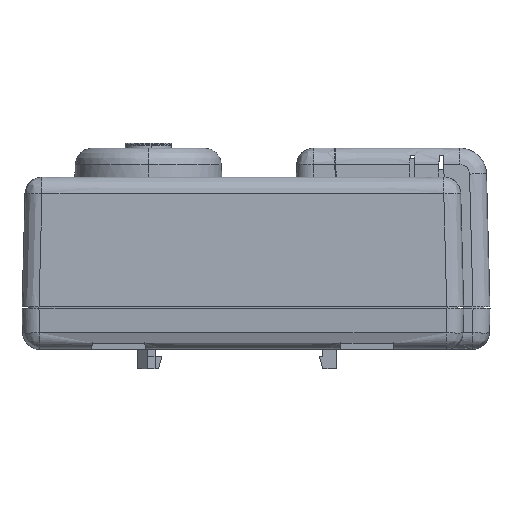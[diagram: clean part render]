
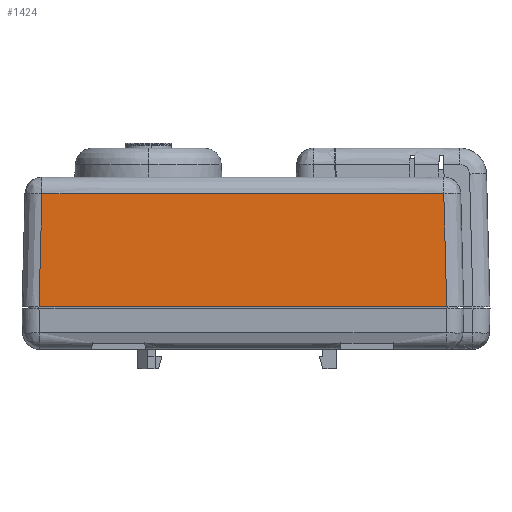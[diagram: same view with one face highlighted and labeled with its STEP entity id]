
A CAD part, left-side view. The second image highlights one B-rep face of the part: STEP entity #1424.
In plain terms, the highlighted planar face has unit normal (-1, 0, 0.026).
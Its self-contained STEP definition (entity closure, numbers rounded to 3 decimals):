
#611=(
BOUNDED_CURVE()
B_SPLINE_CURVE(3,(#22784,#22785,#22786,#22787),.UNSPECIFIED.,.F.,.F.)
B_SPLINE_CURVE_WITH_KNOTS((4,4),(3.41,86.255),.UNSPECIFIED.)
CURVE()
GEOMETRIC_REPRESENTATION_ITEM()
RATIONAL_B_SPLINE_CURVE((1.,1.,1.,1.))
REPRESENTATION_ITEM($)
);
#612=(
BOUNDED_CURVE()
B_SPLINE_CURVE(3,(#22788,#22789,#22790,#22791),.UNSPECIFIED.,.F.,.F.)
B_SPLINE_CURVE_WITH_KNOTS((4,4),(3.319,26.63),.UNSPECIFIED.)
CURVE()
GEOMETRIC_REPRESENTATION_ITEM()
RATIONAL_B_SPLINE_CURVE((1.,1.,1.,1.))
REPRESENTATION_ITEM($)
);
#613=(
BOUNDED_CURVE()
B_SPLINE_CURVE(3,(#22792,#22793,#22794,#22795),.UNSPECIFIED.,.F.,.F.)
B_SPLINE_CURVE_WITH_KNOTS((4,4),(3.319,26.63),.UNSPECIFIED.)
CURVE()
GEOMETRIC_REPRESENTATION_ITEM()
RATIONAL_B_SPLINE_CURVE((1.,1.,1.,1.))
REPRESENTATION_ITEM($)
);
#1424=ADVANCED_FACE($,(#2330),#13447,.T.);
#2330=FACE_OUTER_BOUND($,#3251,.T.);
#3251=EDGE_LOOP($,(#5730,#5731,#5732,#5733));
#5730=ORIENTED_EDGE($,*,*,#9714,.F.);
#5731=ORIENTED_EDGE($,*,*,#9713,.F.);
#5732=ORIENTED_EDGE($,*,*,#9715,.T.);
#5733=ORIENTED_EDGE($,*,*,#9840,.F.);
#9713=EDGE_CURVE($,#12012,#12013,#611,.T.);
#9714=EDGE_CURVE($,#12013,#12089,#612,.T.);
#9715=EDGE_CURVE($,#12012,#12094,#613,.T.);
#9840=EDGE_CURVE($,#12089,#12094,#14385,.T.);
#12012=VERTEX_POINT($,#30047);
#12013=VERTEX_POINT($,#30048);
#12089=VERTEX_POINT($,#30124);
#12094=VERTEX_POINT($,#30129);
#13447=PLANE($,#15997);
#14385=B_SPLINE_CURVE_WITH_KNOTS($,3,(#23312,#23313,#23314,#23315),.UNSPECIFIED.,
.F.,.F.,(4,4),(-84.118,-0.052),.UNSPECIFIED.);
#15997=AXIS2_PLACEMENT_3D($,#28233,#16539,$);
#16539=DIRECTION($,(-1.,0.,0.026));
#22784=CARTESIAN_POINT($,(-3.422,83.923,25.092));
#22785=CARTESIAN_POINT($,(-3.422,56.308,25.092));
#22786=CARTESIAN_POINT($,(-3.422,28.692,25.092));
#22787=CARTESIAN_POINT($,(-3.422,1.077,25.092));
#22788=CARTESIAN_POINT($,(-3.422,1.077,25.092));
#22789=CARTESIAN_POINT($,(-3.625,0.874,17.327));
#22790=CARTESIAN_POINT($,(-3.828,0.671,9.561));
#22791=CARTESIAN_POINT($,(-4.032,0.467,1.796));
#22792=CARTESIAN_POINT($,(-3.422,83.923,25.092));
#22793=CARTESIAN_POINT($,(-3.625,84.126,17.327));
#22794=CARTESIAN_POINT($,(-3.828,84.329,9.561));
#22795=CARTESIAN_POINT($,(-4.032,84.533,1.796));
#23312=CARTESIAN_POINT($,(-4.032,0.467,1.796));
#23313=CARTESIAN_POINT($,(-4.032,28.489,1.796));
#23314=CARTESIAN_POINT($,(-4.032,56.511,1.796));
#23315=CARTESIAN_POINT($,(-4.032,84.533,1.796));
#28233=CARTESIAN_POINT($,(-3.422,0.467,25.092));
#30047=CARTESIAN_POINT($,(-3.422,83.923,25.092));
#30048=CARTESIAN_POINT($,(-3.422,1.077,25.092));
#30124=CARTESIAN_POINT($,(-4.032,0.467,1.796));
#30129=CARTESIAN_POINT($,(-4.032,84.533,1.796));
